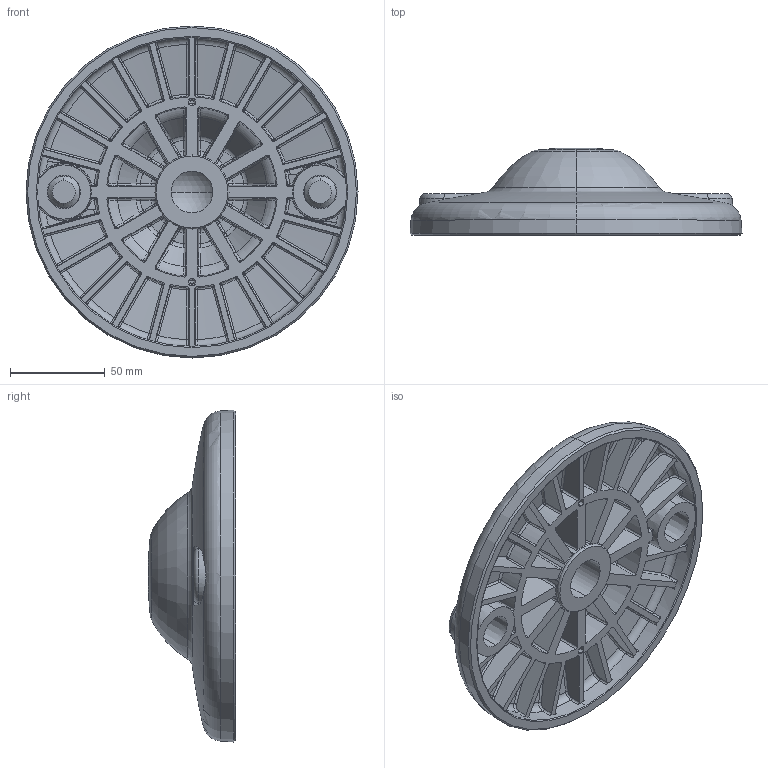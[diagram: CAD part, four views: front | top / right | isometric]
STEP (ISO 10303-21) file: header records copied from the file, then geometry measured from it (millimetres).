
FILE_DESCRIPTION (( 'STEP AP214' ), '1' );
FILE_NAME ('098ck175kbz.STEP', '2014-08-12T07:52:13', ( '' ), ( '' ), 'SwSTEP 2.0', 'SolidWorks 2014', '' );
FILE_SCHEMA (( 'AUTOMOTIVE_DESIGN' ));
Length unit declared in the file: millimetre
Products named in the file (1): 098ck175kbz
Bounding box: 174.85 x 45.83 x 174.85 mm (x, y, z)
Volume: 308922.9 mm3; surface area: 103707.4 mm2
Topology: 1 solids, 1 shells, 761 faces, 1943 edges, 1140 vertices
Faces by surface type: bspline 354, torus 108, cone 104, plane 103, sphere 47, cylinder 45
Entity records: 33789 total; most frequent: CARTESIAN_POINT 18810, ORIENTED_EDGE 3698, DIRECTION 2462, EDGE_CURVE 1849, AXIS2_PLACEMENT_3D 1134, VERTEX_POINT 1097, B_SPLINE_CURVE_WITH_KNOTS 883, EDGE_LOOP 768
